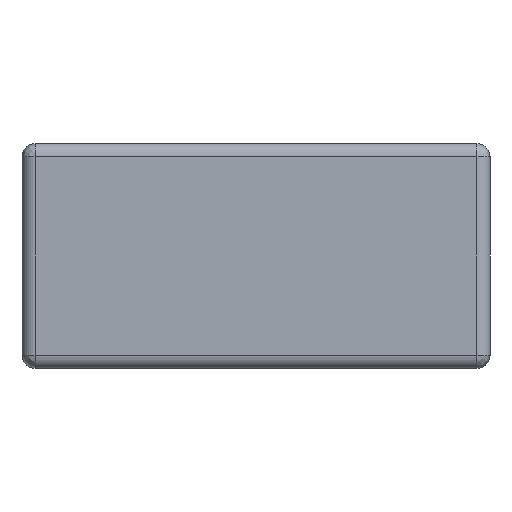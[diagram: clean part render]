
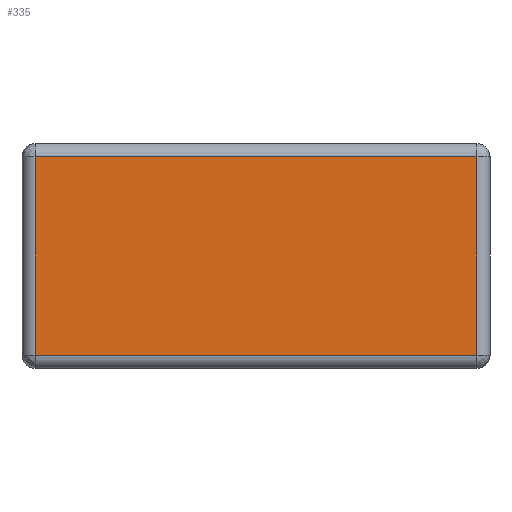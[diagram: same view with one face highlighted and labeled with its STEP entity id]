
A CAD part, left-side view. The second image highlights one B-rep face of the part: STEP entity #335.
In plain terms, the highlighted planar face has unit normal (-1, 0, 0).
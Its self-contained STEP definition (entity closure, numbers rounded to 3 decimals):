
#21 = LINE ( 'NONE', #300, #1606 ) ;
#52 = VECTOR ( 'NONE', #1308, 1000. ) ;
#156 = DIRECTION ( 'NONE',  ( 1., 0., 0. ) ) ;
#166 = FACE_OUTER_BOUND ( 'NONE', #410, .T. ) ;
#208 = VERTEX_POINT ( 'NONE', #1125 ) ;
#288 = DIRECTION ( 'NONE',  ( 0., 0., 1. ) ) ;
#291 = VECTOR ( 'NONE', #589, 1000. ) ;
#294 = CARTESIAN_POINT ( 'NONE',  ( -1., 0.59, -0.035 ) ) ;
#300 = CARTESIAN_POINT ( 'NONE',  ( -1., 0.59, 0. ) ) ;
#314 = VERTEX_POINT ( 'NONE', #294 ) ;
#335 = ADVANCED_FACE ( 'NONE', ( #166 ), #1327, .F. ) ;
#410 = EDGE_LOOP ( 'NONE', ( #501, #530, #1111, #773 ) ) ;
#442 = CARTESIAN_POINT ( 'NONE',  ( -1., 0.625, -0.565 ) ) ;
#451 = LINE ( 'NONE', #442, #52 ) ;
#501 = ORIENTED_EDGE ( 'NONE', *, *, #1840, .F. ) ;
#505 = CARTESIAN_POINT ( 'NONE',  ( -1., -0.59, -0.6 ) ) ;
#530 = ORIENTED_EDGE ( 'NONE', *, *, #1237, .F. ) ;
#589 = DIRECTION ( 'NONE',  ( 0., -1., 0. ) ) ;
#773 = ORIENTED_EDGE ( 'NONE', *, *, #1855, .F. ) ;
#876 = CARTESIAN_POINT ( 'NONE',  ( -1., 0.59, -0.565 ) ) ;
#924 = EDGE_CURVE ( 'NONE', #314, #1113, #1601, .T. ) ;
#997 = AXIS2_PLACEMENT_3D ( 'NONE', #1173, #156, #1887 ) ;
#1090 = DIRECTION ( 'NONE',  ( 0., 0., -1. ) ) ;
#1111 = ORIENTED_EDGE ( 'NONE', *, *, #924, .F. ) ;
#1113 = VERTEX_POINT ( 'NONE', #1219 ) ;
#1125 = CARTESIAN_POINT ( 'NONE',  ( -1., -0.59, -0.565 ) ) ;
#1173 = CARTESIAN_POINT ( 'NONE',  ( -1., 0.625, -0.6 ) ) ;
#1219 = CARTESIAN_POINT ( 'NONE',  ( -1., -0.59, -0.035 ) ) ;
#1237 = EDGE_CURVE ( 'NONE', #1113, #208, #1680, .T. ) ;
#1308 = DIRECTION ( 'NONE',  ( 0., 1., 0. ) ) ;
#1327 = PLANE ( 'NONE',  #997 ) ;
#1548 = VECTOR ( 'NONE', #1090, 1000. ) ;
#1601 = LINE ( 'NONE', #1629, #291 ) ;
#1606 = VECTOR ( 'NONE', #288, 1000. ) ;
#1629 = CARTESIAN_POINT ( 'NONE',  ( -1., 0.625, -0.035 ) ) ;
#1680 = LINE ( 'NONE', #505, #1548 ) ;
#1840 = EDGE_CURVE ( 'NONE', #208, #1846, #451, .T. ) ;
#1846 = VERTEX_POINT ( 'NONE', #876 ) ;
#1855 = EDGE_CURVE ( 'NONE', #1846, #314, #21, .T. ) ;
#1887 = DIRECTION ( 'NONE',  ( 0., 0., -1. ) ) ;
